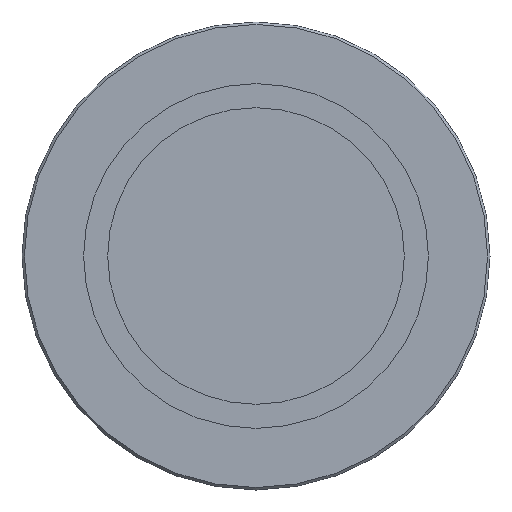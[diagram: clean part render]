
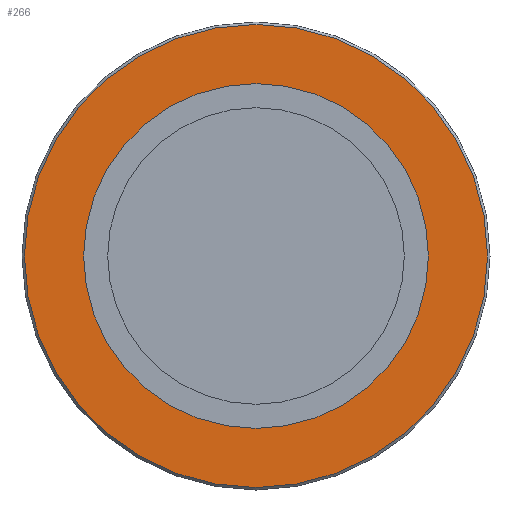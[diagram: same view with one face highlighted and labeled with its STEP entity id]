
A CAD part, front view. The second image highlights one B-rep face of the part: STEP entity #266.
In plain terms, the highlighted planar face has unit normal (0, -1, 0).
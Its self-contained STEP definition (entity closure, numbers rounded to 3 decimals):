
#22=FACE_BOUND('',#50,.T.);
#26=PLANE('',#305);
#33=FACE_OUTER_BOUND('',#49,.T.);
#49=EDGE_LOOP('',(#189));
#50=EDGE_LOOP('',(#190,#191));
#88=CIRCLE('',#304,47.);
#89=CIRCLE('',#306,35.);
#90=CIRCLE('',#307,35.);
#118=VERTEX_POINT('',#456);
#119=VERTEX_POINT('',#460);
#120=VERTEX_POINT('',#461);
#148=EDGE_CURVE('',#118,#118,#88,.T.);
#149=EDGE_CURVE('',#119,#120,#89,.T.);
#150=EDGE_CURVE('',#120,#119,#90,.T.);
#189=ORIENTED_EDGE('',*,*,#148,.F.);
#190=ORIENTED_EDGE('',*,*,#149,.T.);
#191=ORIENTED_EDGE('',*,*,#150,.T.);
#266=ADVANCED_FACE('',(#33,#22),#26,.T.);
#304=AXIS2_PLACEMENT_3D('',#458,#356,#357);
#305=AXIS2_PLACEMENT_3D('',#459,#358,#359);
#306=AXIS2_PLACEMENT_3D('',#462,#360,#361);
#307=AXIS2_PLACEMENT_3D('',#463,#362,#363);
#356=DIRECTION('center_axis',(0.,1.,0.));
#357=DIRECTION('ref_axis',(1.,0.,0.));
#358=DIRECTION('center_axis',(0.,-1.,0.));
#359=DIRECTION('ref_axis',(0.,0.,-1.));
#360=DIRECTION('center_axis',(0.,1.,0.));
#361=DIRECTION('ref_axis',(1.,0.,0.));
#362=DIRECTION('center_axis',(0.,1.,0.));
#363=DIRECTION('ref_axis',(1.,0.,0.));
#456=CARTESIAN_POINT('',(-47.,0.,0.));
#458=CARTESIAN_POINT('Origin',(0.,0.,0.));
#459=CARTESIAN_POINT('Origin',(-47.5,0.,0.));
#460=CARTESIAN_POINT('',(-35.,0.,0.));
#461=CARTESIAN_POINT('',(35.,0.,0.));
#462=CARTESIAN_POINT('Origin',(0.,0.,0.));
#463=CARTESIAN_POINT('Origin',(0.,0.,0.));
